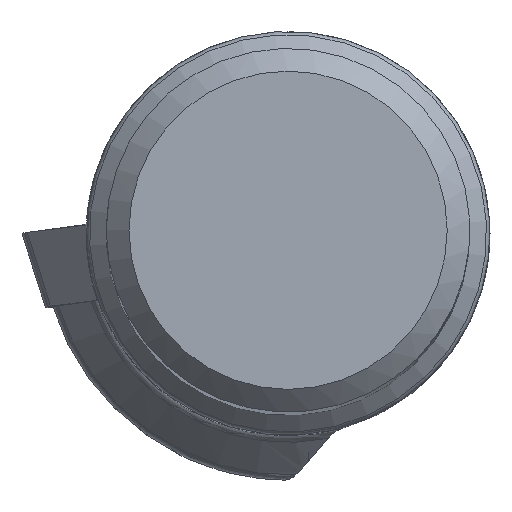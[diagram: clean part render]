
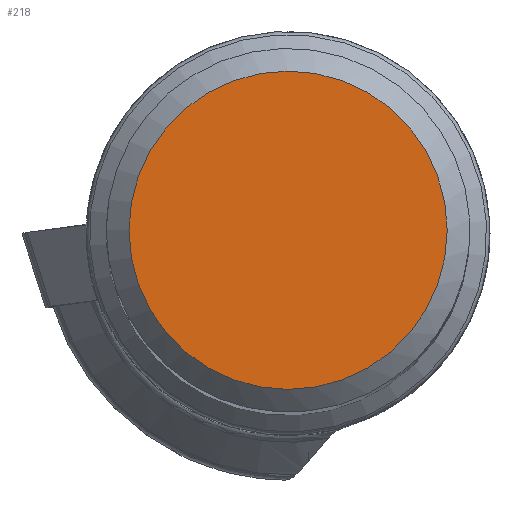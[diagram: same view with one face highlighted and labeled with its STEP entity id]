
A CAD part, top view. The second image highlights one B-rep face of the part: STEP entity #218.
In plain terms, the highlighted planar face has unit normal (0, 0, 1).
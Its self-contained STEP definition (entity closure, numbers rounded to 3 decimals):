
#218=ADVANCED_FACE('',(#340),#302,.F.);
#302=PLANE('',#1710);
#340=FACE_OUTER_BOUND('',#413,.T.);
#413=EDGE_LOOP('',(#758));
#522=CIRCLE('',#1709,6.997);
#758=ORIENTED_EDGE('',*,*,#1318,.F.);
#1160=VERTEX_POINT('',#2409);
#1318=EDGE_CURVE('',#1160,#1160,#522,.T.);
#1709=AXIS2_PLACEMENT_3D('',#2408,#1897,#1898);
#1710=AXIS2_PLACEMENT_3D('',#2410,#1899,#1900);
#1897=DIRECTION('',(0.,0.,-1.));
#1898=DIRECTION('',(-1.,0.,0.));
#1899=DIRECTION('',(0.,0.,-1.));
#1900=DIRECTION('',(1.,0.,0.));
#2408=CARTESIAN_POINT('',(0.,0.,
0.));
#2409=CARTESIAN_POINT('',(-6.997,0.,0.));
#2410=CARTESIAN_POINT('',(0.,0.,
0.));
